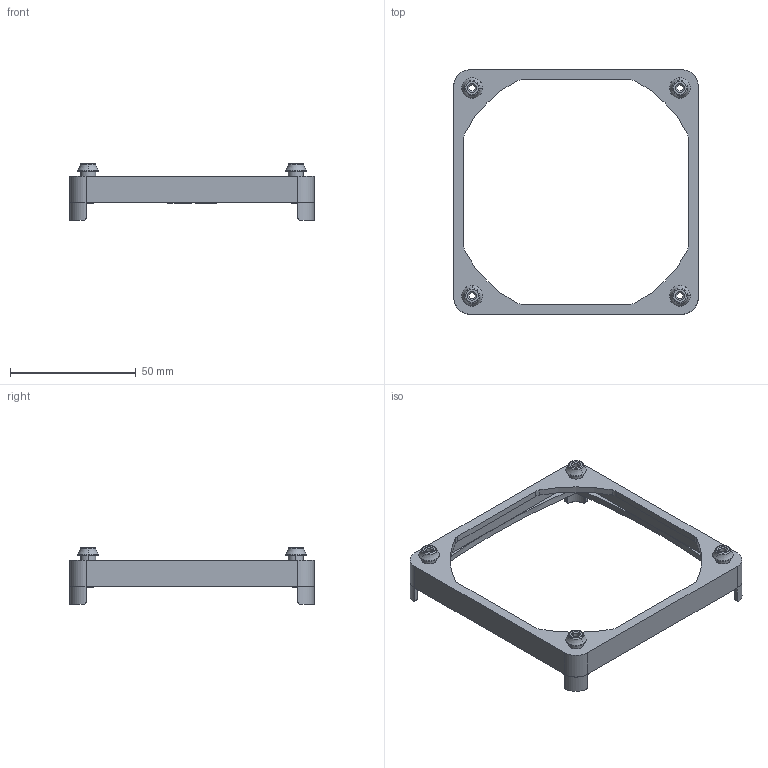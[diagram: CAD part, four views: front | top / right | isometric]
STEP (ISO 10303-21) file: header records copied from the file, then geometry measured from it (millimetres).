
FILE_DESCRIPTION((''),'2;1');
FILE_NAME('LM-92-50-20 ov.stp','2005-06-20T10:40:31',(''),(''),'Mechanical Desktop.R8.0.24.0','Mechanical Desktop.R8.0.24.0',', , ');
FILE_SCHEMA(('CONFIG_CONTROL_DESIGN'));
Length unit declared in the file: millimetre
Products named in the file (2): LM-92-50-20 OVA; LM-92-50-20 OV
Assembly tree (1 placements, depth 2):
  LM-92-50-20 OVA
    LM-92-50-20 OV
Bounding box: 97 x 97 x 22.5 mm (x, y, z)
Volume: 14735.3 mm3; surface area: 14070.9 mm2
Topology: 1 solids, 1 shells, 1312 faces, 3675 edges, 2417 vertices
Faces by surface type: bspline 849, plane 288, cylinder 115, torus 36, sphere 16, cone 8
Entity records: 47421 total; most frequent: CARTESIAN_POINT 19330, ORIENTED_EDGE 7302, EDGE_CURVE 3651, DIRECTION 3190, VERTEX_POINT 2409, B_SPLINE_CURVE_WITH_KNOTS 1729, VECTOR 1584, LINE 1584
